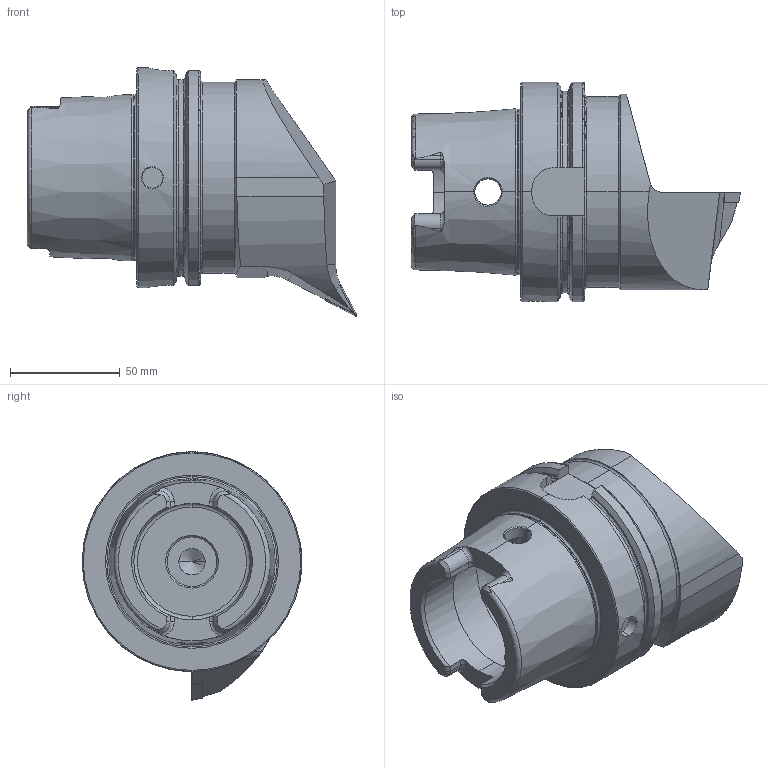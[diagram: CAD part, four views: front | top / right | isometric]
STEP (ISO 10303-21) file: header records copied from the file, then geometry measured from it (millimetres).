
FILE_DESCRIPTION (( 'STEP AP203' ), '1' );
FILE_NAME ('HA0.KVB.RPA.100.STEP', '2011-07-12T13:20:16', ( 'baer' ), ( 'Hewlett-Packard Company' ), 'SwSTEP 2.0', 'SolidWorks 2009', '' );
FILE_SCHEMA (( 'CONFIG_CONTROL_DESIGN' ));
Length unit declared in the file: millimetre
Products named in the file (5): HA0.KVB.RPA.100; HA0-KVB.RPA.100_A_Fertigbearbeitung; VCMT160404; WCB-ER2.001.009_A; KVT_MB_600_050
Assembly tree (4 placements, depth 2):
  HA0.KVB.RPA.100
    VCMT160404
    HA0-KVB.RPA.100_A_Fertigbearbeitung
    KVT_MB_600_050
    WCB-ER2.001.009_A
Bounding box: 149.91 x 100 x 113.01 mm (x, y, z)
Volume: 499693.5 mm3; surface area: 66076.2 mm2
Topology: 5 solids, 5 shells, 314 faces, 807 edges, 495 vertices
Faces by surface type: cylinder 89, cone 81, plane 79, torus 41, bspline 20, sphere 4
Entity records: 12214 total; most frequent: CARTESIAN_POINT 4456, ORIENTED_EDGE 1584, DIRECTION 1455, EDGE_CURVE 792, AXIS2_PLACEMENT_3D 585, VERTEX_POINT 492, EDGE_LOOP 328, ADVANCED_FACE 314
